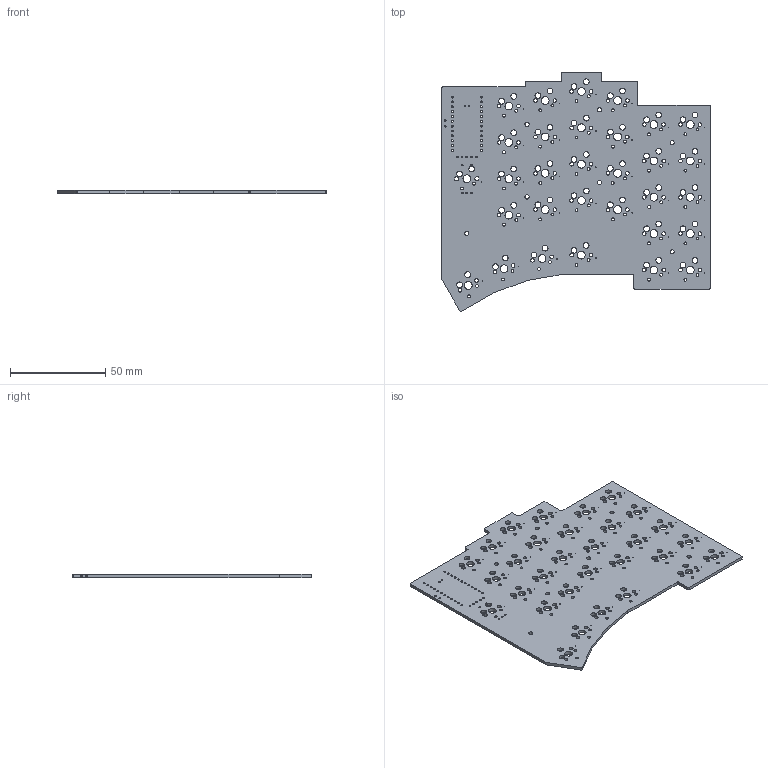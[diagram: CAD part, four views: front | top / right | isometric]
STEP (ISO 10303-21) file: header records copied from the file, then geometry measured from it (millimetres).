
FILE_DESCRIPTION(('KiCad electronic assembly'),'2;1');
FILE_NAME('clackr-right.step','2024-09-07T05:52:15',('Pcbnew'),('Kicad') ,'Open CASCADE STEP processor 7.7','KiCad to STEP converter','Unknown' );
FILE_SCHEMA(('AUTOMOTIVE_DESIGN { 1 0 10303 214 1 1 1 1 }'));
Length unit declared in the file: millimetre
Products named in the file (2): clackr-right 1; clackr-right_PCB
Assembly tree (1 placements, depth 2):
  clackr-right 1
    clackr-right_PCB
Bounding box: 140.66 x 125.31 x 1.6 mm (x, y, z)
Volume: 21332 mm3; surface area: 30444.6 mm2
Topology: 1 solids, 1 shells, 356 faces, 1062 edges, 708 vertices
Faces by surface type: cylinder 319, plane 37
Full cylindrical faces by diameter (mm): 0.3 x31, 0.75 x2, 0.9 x2, 1 x29, 1.499 x62, 1.9 x60, 2.2 x7, 3 x62, 4.1 x31
Entity records: 13553 total; most frequent: DIRECTION 2416, CARTESIAN_POINT 2128, ORIENTED_EDGE 2124, EDGE_CURVE 1062, AXIS2_PLACEMENT_3D 996, FACE_BOUND 942, EDGE_LOOP 942, VERTEX_POINT 708
